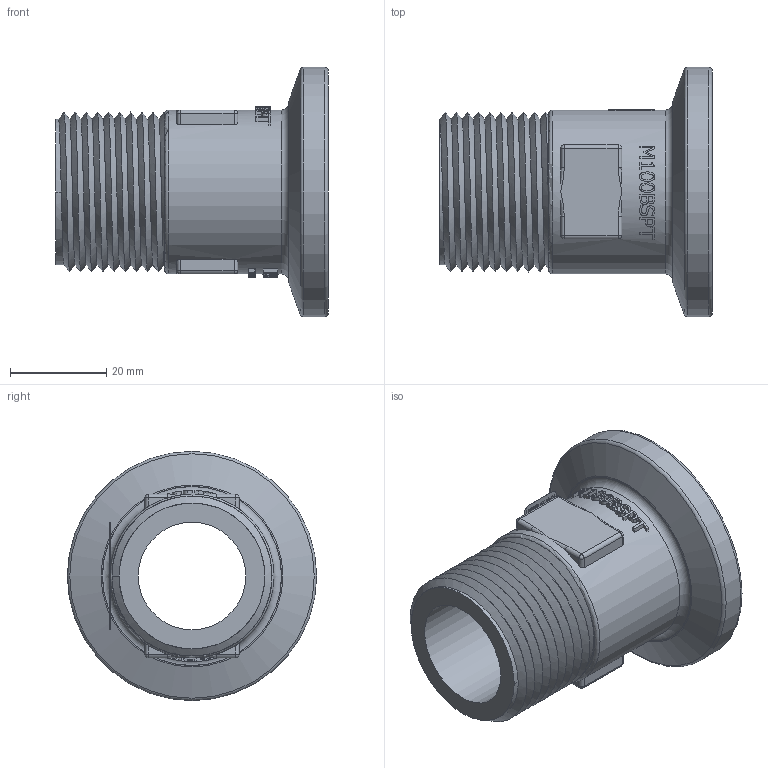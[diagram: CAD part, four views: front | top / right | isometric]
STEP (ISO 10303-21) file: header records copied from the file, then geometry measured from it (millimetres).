
FILE_DESCRIPTION(/* description */ ('1" MANIFOLD MLE THD CONNECT-BSP'),/* implementation_level */ '2;1');
FILE_NAME(/* name */ 'M100BSP.stp',/* time_stamp */ '2019-08-22T13:10:06-04:00',/* author */ ('jhill4'),/* organization */ (''),/* preprocessor_version */ 'ST-DEVELOPER v17',/* originating_system */ 'Autodesk Inventor 2019',/* authorisation */ '');
FILE_SCHEMA (('AUTOMOTIVE_DESIGN { 1 0 10303 214 3 1 1 }'));
Length unit declared in the file: inch
Products named in the file (4): M100BSP; M100BSPU; M100BSPU_1; VL1012
Assembly tree (3 placements, depth 3):
  M100BSP
    M100BSPU
      M100BSPU_1
      VL1012
Bounding box: 56.64 x 51.82 x 51.82 mm (x, y, z)
Volume: 34411.7 mm3; surface area: 15371.1 mm2
Topology: 2 solids, 2 shells, 1011 faces, 2710 edges, 1788 vertices
Faces by surface type: plane 603, bspline 321, cylinder 73, sphere 8, torus 5, cone 1
Full cylindrical faces by diameter (mm): 22.352 x1, 30.292 x9, 34.036 x1, 35.052 x1, 51.816 x1
Entity records: 37125 total; most frequent: CARTESIAN_POINT 13668, ORIENTED_EDGE 5388, DIRECTION 3747, EDGE_CURVE 2694, VERTEX_POINT 1788, LINE 1703, VECTOR 1703, EDGE_LOOP 1114
